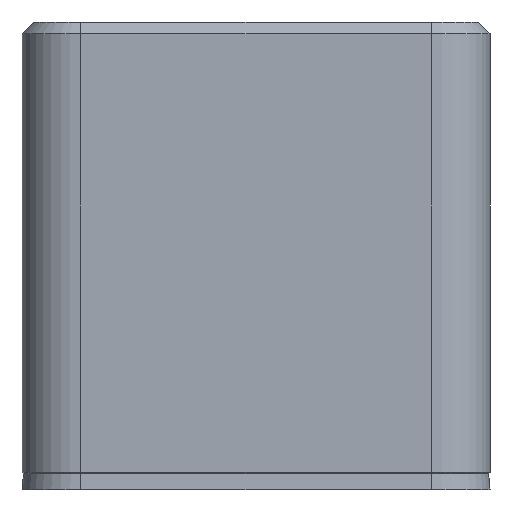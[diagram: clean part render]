
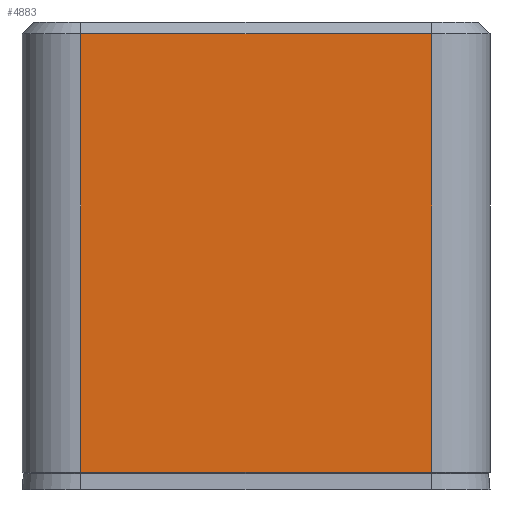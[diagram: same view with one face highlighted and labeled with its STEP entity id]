
A CAD part, left-side view. The second image highlights one B-rep face of the part: STEP entity #4883.
In plain terms, the highlighted planar face has unit normal (-1, 0, 0).
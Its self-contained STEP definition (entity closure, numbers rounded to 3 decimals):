
#855 = LINE ( 'NONE', #2990, #9215 ) ;
#859 = ORIENTED_EDGE ( 'NONE', *, *, #8018, .T. ) ;
#2310 = LINE ( 'NONE', #7581, #4926 ) ;
#2972 = DIRECTION ( 'NONE',  ( 0., 0., -1. ) ) ;
#2990 = CARTESIAN_POINT ( 'NONE',  ( -0.8, 0.3, 0.78 ) ) ;
#3238 = DIRECTION ( 'NONE',  ( 1., 0., 0. ) ) ;
#3251 = CARTESIAN_POINT ( 'NONE',  ( -0.8, 0.3, 0.78 ) ) ;
#3306 = DIRECTION ( 'NONE',  ( 0., 1., 0. ) ) ;
#3405 = VERTEX_POINT ( 'NONE', #11229 ) ;
#3811 = ORIENTED_EDGE ( 'NONE', *, *, #4665, .T. ) ;
#3903 = CARTESIAN_POINT ( 'NONE',  ( -0.8, -0.3, 0.03 ) ) ;
#4302 = VERTEX_POINT ( 'NONE', #8543 ) ;
#4378 = VECTOR ( 'NONE', #8884, 1000. ) ;
#4665 = EDGE_CURVE ( 'NONE', #3405, #4682, #855, .T. ) ;
#4682 = VERTEX_POINT ( 'NONE', #3251 ) ;
#4883 = ADVANCED_FACE ( 'NONE', ( #8152 ), #6168, .F. ) ;
#4926 = VECTOR ( 'NONE', #5545, 1000. ) ;
#5436 = EDGE_CURVE ( 'NONE', #4302, #12109, #8767, .T. ) ;
#5545 = DIRECTION ( 'NONE',  ( 0., 0., 1. ) ) ;
#6168 = PLANE ( 'NONE',  #12161 ) ;
#7159 = LINE ( 'NONE', #11125, #8446 ) ;
#7581 = CARTESIAN_POINT ( 'NONE',  ( -0.8, -0.3, 0.8 ) ) ;
#7891 = EDGE_LOOP ( 'NONE', ( #9285, #10480, #859, #3811 ) ) ;
#8018 = EDGE_CURVE ( 'NONE', #12109, #3405, #2310, .T. ) ;
#8152 = FACE_OUTER_BOUND ( 'NONE', #7891, .T. ) ;
#8446 = VECTOR ( 'NONE', #2972, 1000. ) ;
#8543 = CARTESIAN_POINT ( 'NONE',  ( -0.8, 0.3, 0.03 ) ) ;
#8767 = LINE ( 'NONE', #8953, #4378 ) ;
#8884 = DIRECTION ( 'NONE',  ( 0., -1., 0. ) ) ;
#8890 = DIRECTION ( 'NONE',  ( 0., 1., 0. ) ) ;
#8953 = CARTESIAN_POINT ( 'NONE',  ( -0.8, 0.4, 0.03 ) ) ;
#9193 = CARTESIAN_POINT ( 'NONE',  ( -0.8, 0.4, 0.8 ) ) ;
#9215 = VECTOR ( 'NONE', #8890, 1000. ) ;
#9285 = ORIENTED_EDGE ( 'NONE', *, *, #10569, .T. ) ;
#10480 = ORIENTED_EDGE ( 'NONE', *, *, #5436, .T. ) ;
#10569 = EDGE_CURVE ( 'NONE', #4682, #4302, #7159, .T. ) ;
#11125 = CARTESIAN_POINT ( 'NONE',  ( -0.8, 0.3, 0.8 ) ) ;
#11229 = CARTESIAN_POINT ( 'NONE',  ( -0.8, -0.3, 0.78 ) ) ;
#12109 = VERTEX_POINT ( 'NONE', #3903 ) ;
#12161 = AXIS2_PLACEMENT_3D ( 'NONE', #9193, #3238, #3306 ) ;
